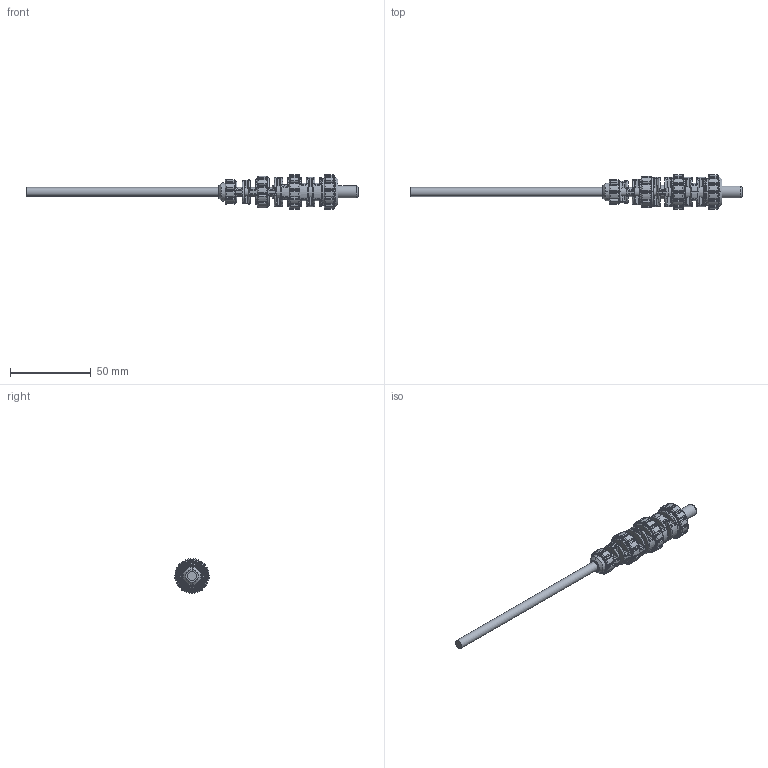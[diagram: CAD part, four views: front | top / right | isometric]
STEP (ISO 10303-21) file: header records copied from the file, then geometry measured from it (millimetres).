
FILE_DESCRIPTION(/* description */ (''),/* implementation_level */ '2;1');
FILE_NAME(/* name */ 'laptop cable support v26.step',/* time_stamp */ '2018-03-07T12:27:20-05:00',/* author */ ('alexrich82'),/* organization */ (''),/* preprocessor_version */ 'ST-DEVELOPER v16.13',/* originating_system */ 'Autodesk Translation Framework v6.5.0.72',/* authorisation */ '');
FILE_SCHEMA (('AUTOMOTIVE_DESIGN { 1 0 10303 214 3 1 1 }'));
Length unit declared in the file: inch
Products named in the file (1): laptop cable support
Bounding box: 205.49 x 21.46 x 21.39 mm (x, y, z)
Volume: 17228.3 mm3; surface area: 16826.7 mm2
Topology: 7 solids, 7 shells, 2288 faces, 5610 edges, 3326 vertices
Faces by surface type: cylinder 863, plane 518, bspline 466, torus 424, cone 17
Full cylindrical faces by diameter (mm): 4.851 x1, 5.588 x1, 7.391 x1, 8.839 x1, 10.795 x1
Entity records: 81694 total; most frequent: CARTESIAN_POINT 29653, ORIENTED_EDGE 11220, DIRECTION 10796, EDGE_CURVE 5610, AXIS2_PLACEMENT_3D 4551, VERTEX_POINT 3326, CIRCLE 2728, EDGE_LOOP 2298
